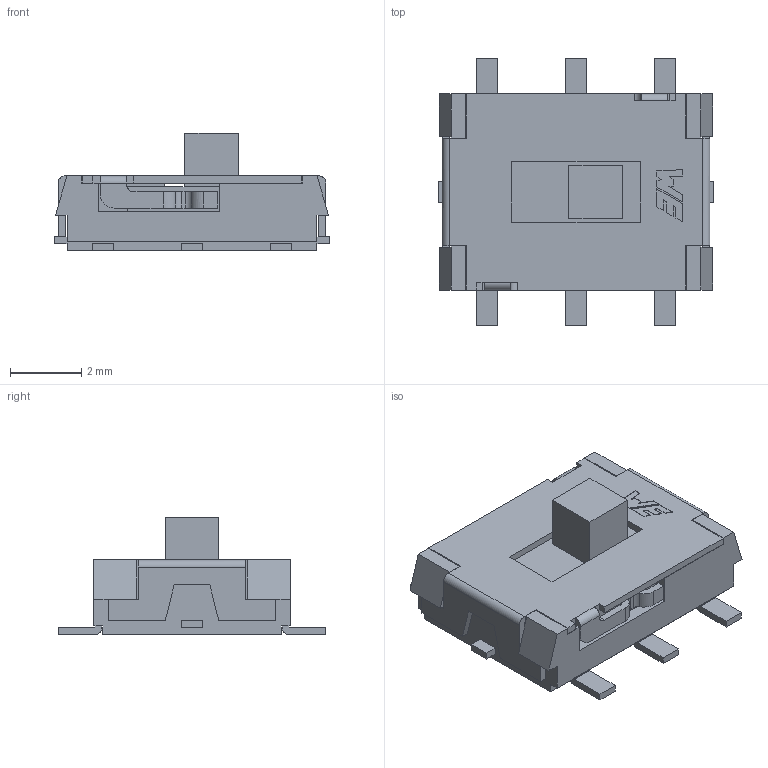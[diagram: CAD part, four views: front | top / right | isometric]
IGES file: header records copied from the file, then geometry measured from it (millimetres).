
Start section: C
Global section: file name: 452403012014.igs; native system: By Siemens PLM Incorporated; preprocessor: XPlus GENERIC/IGES 17.0.49; author: Author; organization: Title; date: 20151208.094018; units: millimetre
Bounding box: 7.7 x 7.5 x 3.3 mm (x, y, z)
Volume: 71.2 mm3; surface area: 327.9 mm2
Topology: 3 solids, 3 shells, 291 faces, 783 edges, 518 vertices
Faces by surface type: bspline 291
